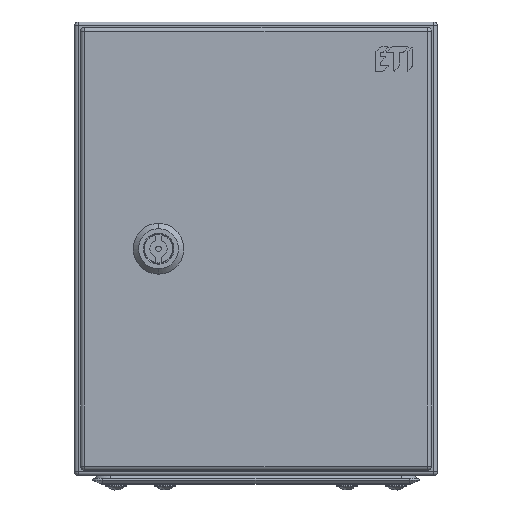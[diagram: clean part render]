
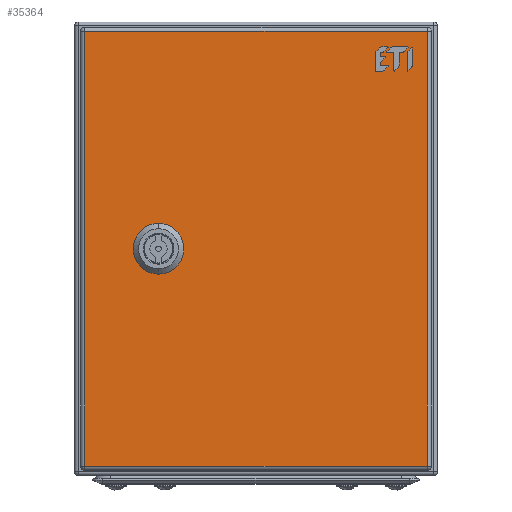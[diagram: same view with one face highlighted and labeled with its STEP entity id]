
A CAD part, front view. The second image highlights one B-rep face of the part: STEP entity #35364.
In plain terms, the highlighted face is planar.
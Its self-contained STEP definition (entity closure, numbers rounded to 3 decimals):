
#34362=DIRECTION('',(-1.,0.,0.));
#34363=VECTOR('',#34362,239.6);
#34364=CARTESIAN_POINT('',(119.8,-94.5,0.));
#34365=LINE('',#34364,#34363);
#34407=DIRECTION('',(0.,-1.,0.));
#34408=VECTOR('',#34407,189.);
#34409=CARTESIAN_POINT('',(119.8,94.5,0.));
#34410=LINE('',#34409,#34408);
#34445=DIRECTION('',(1.,0.,0.));
#34446=VECTOR('',#34445,239.6);
#34447=CARTESIAN_POINT('',(-119.8,94.5,0.));
#34448=LINE('',#34447,#34446);
#34483=DIRECTION('',(0.,1.,0.));
#34484=VECTOR('',#34483,189.);
#34485=CARTESIAN_POINT('',(-119.8,-94.5,0.));
#34486=LINE('',#34485,#34484);
#34514=CARTESIAN_POINT('',(0.,-53.7,0.));
#34515=DIRECTION('',(0.,0.,-1.));
#34516=DIRECTION('',(-0.449,-0.893,0.));
#34517=AXIS2_PLACEMENT_3D('',#34514,#34515,#34516);
#34522=CARTESIAN_POINT('',(0.,-53.7,0.));
#34523=DIRECTION('',(0.,0.,-1.));
#34524=DIRECTION('',(-0.893,0.449,0.));
#34525=AXIS2_PLACEMENT_3D('',#34522,#34523,#34524);
#34530=CARTESIAN_POINT('',(0.,-53.7,0.));
#34531=DIRECTION('',(0.,0.,-1.));
#34532=DIRECTION('',(0.449,0.893,0.));
#34533=AXIS2_PLACEMENT_3D('',#34530,#34531,#34532);
#34538=CARTESIAN_POINT('',(0.,-53.7,0.));
#34539=DIRECTION('',(0.,0.,-1.));
#34540=DIRECTION('',(0.893,-0.449,0.));
#34541=AXIS2_PLACEMENT_3D('',#34538,#34539,#34540);
#34546=DIRECTION('',(1.,0.,0.));
#34547=VECTOR('',#34546,10.111);
#34548=CARTESIAN_POINT('',(-5.056,-63.75,0.));
#34549=LINE('',#34548,#34547);
#34683=DIRECTION('',(0.,1.,0.));
#34684=VECTOR('',#34683,10.111);
#34685=CARTESIAN_POINT('',(10.05,-58.756,0.));
#34686=LINE('',#34685,#34684);
#34704=DIRECTION('',(-1.,0.,0.));
#34705=VECTOR('',#34704,10.111);
#34706=CARTESIAN_POINT('',(5.056,-43.65,0.));
#34707=LINE('',#34706,#34705);
#34725=DIRECTION('',(0.,-1.,0.));
#34726=VECTOR('',#34725,10.111);
#34727=CARTESIAN_POINT('',(-10.05,-48.644,0.));
#34728=LINE('',#34727,#34726);
#34844=CARTESIAN_POINT('',(119.8,-94.5,0.));
#34845=VERTEX_POINT('',#34844);
#34846=CARTESIAN_POINT('',(-119.8,-94.5,0.));
#34847=VERTEX_POINT('',#34846);
#34848=CARTESIAN_POINT('',(119.8,94.5,0.));
#34849=VERTEX_POINT('',#34848);
#34850=CARTESIAN_POINT('',(-119.8,94.5,0.));
#34851=VERTEX_POINT('',#34850);
#34852=CARTESIAN_POINT('',(-5.056,-63.75,0.));
#34853=CARTESIAN_POINT('',(5.056,-63.75,0.));
#34854=VERTEX_POINT('',#34852);
#34855=VERTEX_POINT('',#34853);
#34856=CARTESIAN_POINT('',(-10.05,-58.756,0.));
#34857=VERTEX_POINT('',#34856);
#34858=CARTESIAN_POINT('',(-10.05,-48.644,0.));
#34859=VERTEX_POINT('',#34858);
#34860=CARTESIAN_POINT('',(-5.056,-43.65,0.));
#34861=VERTEX_POINT('',#34860);
#34862=CARTESIAN_POINT('',(5.056,-43.65,0.));
#34863=VERTEX_POINT('',#34862);
#34864=CARTESIAN_POINT('',(10.05,-48.644,0.));
#34865=VERTEX_POINT('',#34864);
#34866=CARTESIAN_POINT('',(10.05,-58.756,0.));
#34867=VERTEX_POINT('',#34866);
#35335=CARTESIAN_POINT('',(0.,0.,0.));
#35336=DIRECTION('',(0.,0.,-1.));
#35337=DIRECTION('',(-1.,0.,0.));
#35338=AXIS2_PLACEMENT_3D('',#35335,#35336,#35337);
#35339=PLANE('',#35338);
#35340=ORIENTED_EDGE('',*,*,#35305,.F.);
#35341=ORIENTED_EDGE('',*,*,#35182,.F.);
#35342=ORIENTED_EDGE('',*,*,#35225,.F.);
#35343=ORIENTED_EDGE('',*,*,#35265,.F.);
#35344=EDGE_LOOP('',(#35340,#35341,#35342,#35343));
#35345=FACE_OUTER_BOUND('',#35344,.F.);
#35347=ORIENTED_EDGE('',*,*,#35346,.F.);
#35349=ORIENTED_EDGE('',*,*,#35348,.T.);
#35351=ORIENTED_EDGE('',*,*,#35350,.F.);
#35353=ORIENTED_EDGE('',*,*,#35352,.T.);
#35355=ORIENTED_EDGE('',*,*,#35354,.F.);
#35357=ORIENTED_EDGE('',*,*,#35356,.T.);
#35359=ORIENTED_EDGE('',*,*,#35358,.F.);
#35361=ORIENTED_EDGE('',*,*,#35360,.T.);
#35362=EDGE_LOOP('',(#35347,#35349,#35351,#35353,#35355,#35357,#35359,#35361));
#35363=FACE_BOUND('',#35362,.F.);
#34518=CIRCLE('',#34517,11.25);
#34526=CIRCLE('',#34525,11.25);
#34534=CIRCLE('',#34533,11.25);
#34542=CIRCLE('',#34541,11.25);
#35182=EDGE_CURVE('',#34845,#34847,#34365,.T.);
#35225=EDGE_CURVE('',#34849,#34845,#34410,.T.);
#35265=EDGE_CURVE('',#34851,#34849,#34448,.T.);
#35305=EDGE_CURVE('',#34847,#34851,#34486,.T.);
#35346=EDGE_CURVE('',#34854,#34855,#34549,.T.);
#35348=EDGE_CURVE('',#34854,#34857,#34518,.T.);
#35350=EDGE_CURVE('',#34859,#34857,#34728,.T.);
#35352=EDGE_CURVE('',#34859,#34861,#34526,.T.);
#35354=EDGE_CURVE('',#34863,#34861,#34707,.T.);
#35356=EDGE_CURVE('',#34863,#34865,#34534,.T.);
#35358=EDGE_CURVE('',#34867,#34865,#34686,.T.);
#35360=EDGE_CURVE('',#34867,#34855,#34542,.T.);
#35364=ADVANCED_FACE('',(#35345,#35363),#35339,.T.);
